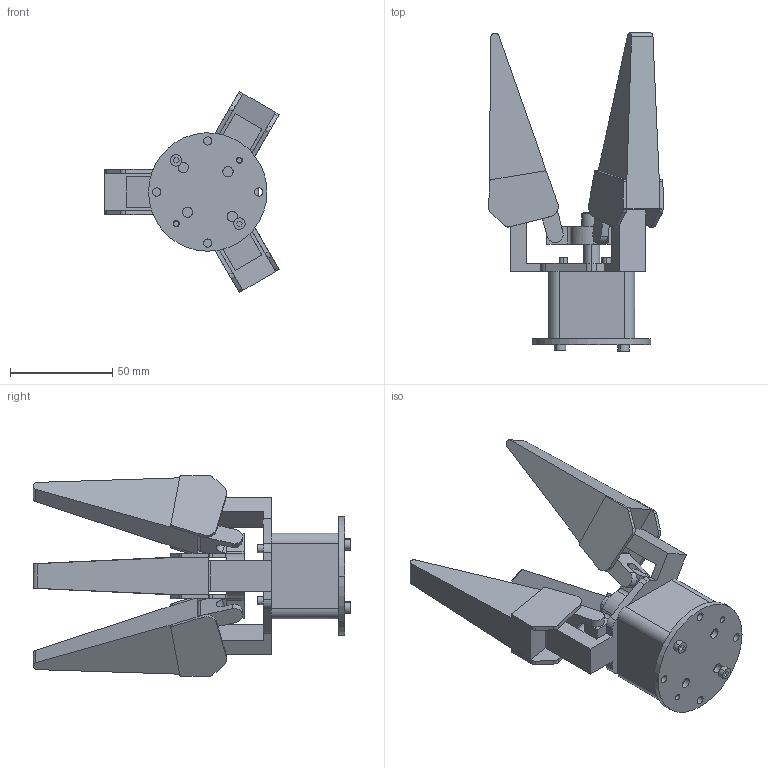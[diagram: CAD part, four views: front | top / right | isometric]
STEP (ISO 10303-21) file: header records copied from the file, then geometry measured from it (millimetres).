
FILE_DESCRIPTION( ('This file contains a STEP AP42 implementation' ,'as created by ZW3D STEP Interface translator.') ,'2;1' );
FILE_NAME( 'FAE3M86M 三指电动.stp' ,'2112 9.15 127', (''), ('ZWCAD Software Co.'), 'Version 1.0', 'ZW3D to STEP translator', '' );
FILE_SCHEMA(('AUTOMOTIVE_DESIGN { 1 0 10303 214 1 1 1 1 }'));
Length unit declared in the file: millimetre
Products named in the file (2): 0; FAE3M86M 三指电动
Bounding box: 85.32 x 155.68 x 98.52 mm (x, y, z)
Volume: 184167.9 mm3; surface area: 63341.6 mm2
Topology: 18 solids, 21 shells, 319 faces, 798 edges, 532 vertices
Faces by surface type: plane 166, cylinder 153
Entity records: 11887 total; most frequent: CARTESIAN_POINT 3761, ORIENTED_EDGE 1596, DIRECTION 1558, EDGE_CURVE 798, AXIS2_PLACEMENT_3D 534, VERTEX_POINT 532, VECTOR 490, LINE 490
